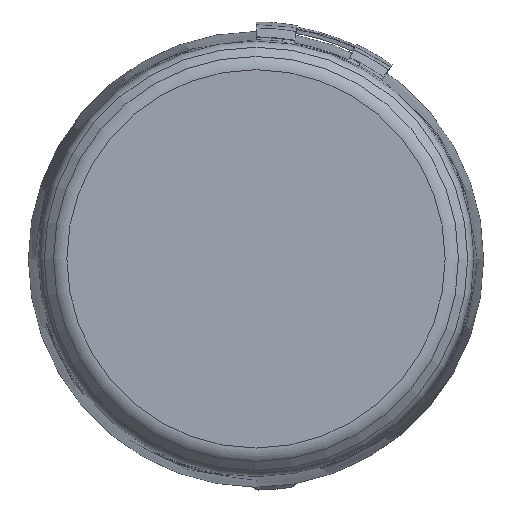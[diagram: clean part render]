
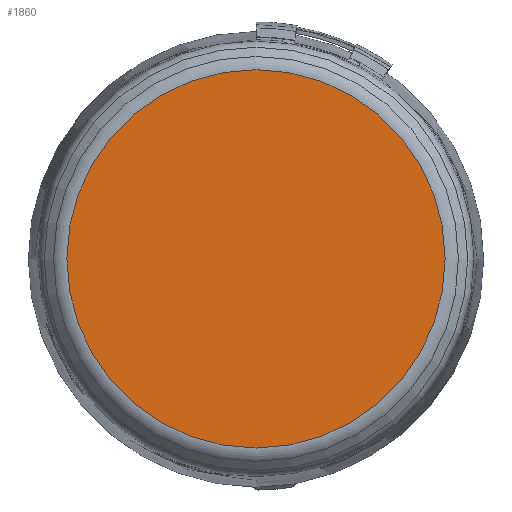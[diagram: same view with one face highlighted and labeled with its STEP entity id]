
A CAD part, top view. The second image highlights one B-rep face of the part: STEP entity #1860.
In plain terms, the highlighted planar face has unit normal (0, 0, 1).
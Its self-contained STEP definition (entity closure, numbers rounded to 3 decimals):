
#48=PLANE('',#2009);
#418=FACE_OUTER_BOUND('',#526,.T.);
#526=EDGE_LOOP('',(#1323,#1324));
#662=CIRCLE('',#2004,49.016);
#663=CIRCLE('',#2005,49.016);
#821=VERTEX_POINT('',#2927);
#822=VERTEX_POINT('',#2929);
#1018=EDGE_CURVE('',#821,#822,#662,.T.);
#1019=EDGE_CURVE('',#822,#821,#663,.T.);
#1323=ORIENTED_EDGE('',*,*,#1019,.F.);
#1324=ORIENTED_EDGE('',*,*,#1018,.F.);
#1860=ADVANCED_FACE('',(#418),#48,.F.);
#2004=AXIS2_PLACEMENT_3D('',#2930,#2301,#2302);
#2005=AXIS2_PLACEMENT_3D('',#2931,#2303,#2304);
#2009=AXIS2_PLACEMENT_3D('',#2937,#2312,#2313);
#2301=DIRECTION('center_axis',(0.,0.,-1.));
#2302=DIRECTION('ref_axis',(1.,0.,0.));
#2303=DIRECTION('center_axis',(0.,0.,-1.));
#2304=DIRECTION('ref_axis',(1.,0.,0.));
#2312=DIRECTION('center_axis',(0.,0.,-1.));
#2313=DIRECTION('ref_axis',(-1.,0.,0.));
#2927=CARTESIAN_POINT('',(74.016,-20.632,12.));
#2929=CARTESIAN_POINT('',(-24.016,-20.632,12.));
#2930=CARTESIAN_POINT('Origin',(25.,-20.632,12.));
#2931=CARTESIAN_POINT('Origin',(25.,-20.632,12.));
#2937=CARTESIAN_POINT('Origin',(25.,-20.632,12.));
